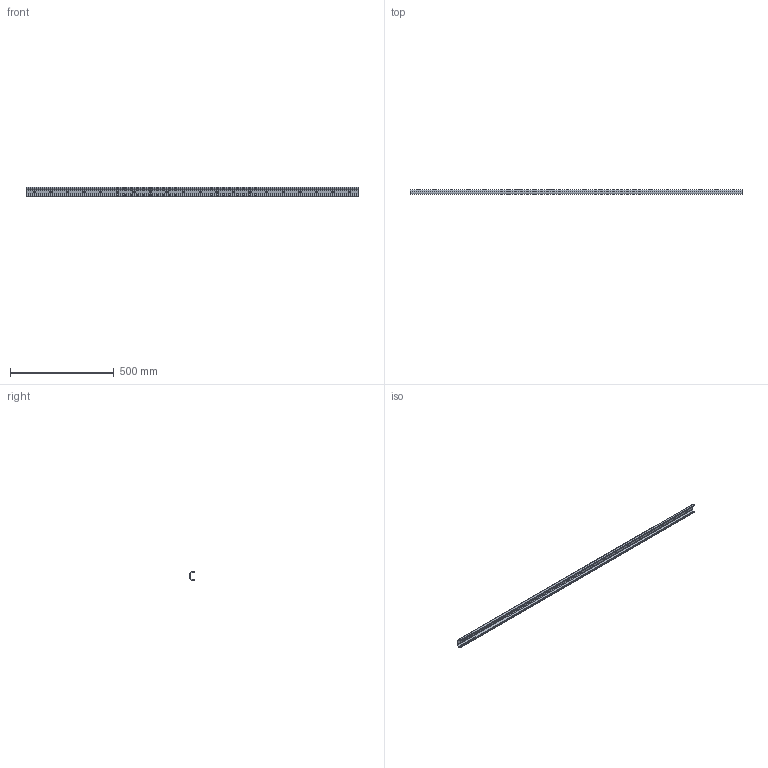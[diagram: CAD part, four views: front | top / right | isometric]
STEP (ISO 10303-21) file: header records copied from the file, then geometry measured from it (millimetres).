
FILE_DESCRIPTION((''),'2;1');
FILE_NAME('# S-LBX 45-1600.stp','2022-10-12T13:37:06',('RWetzel'),(''),'Autodesk Inventor 2012','Autodesk Inventor 2012','');
FILE_SCHEMA(('AUTOMOTIVE_DESIGN { 1 0 10303 214 1 1 1 1 }'));
Length unit declared in the file: millimetre
Products named in the file (1): # S-LBX 45-1760 (OM)
Bounding box: 1600 x 22 x 45.64 mm (x, y, z)
Volume: 446232.6 mm3; surface area: 237905.4 mm2
Topology: 1 solids, 1 shells, 104 faces, 306 edges, 204 vertices
Faces by surface type: plane 54, cylinder 50
Entity records: 3596 total; most frequent: DIRECTION 616, CARTESIAN_POINT 615, ORIENTED_EDGE 612, EDGE_CURVE 306, VECTOR 206, LINE 206, AXIS2_PLACEMENT_3D 205, VERTEX_POINT 204
